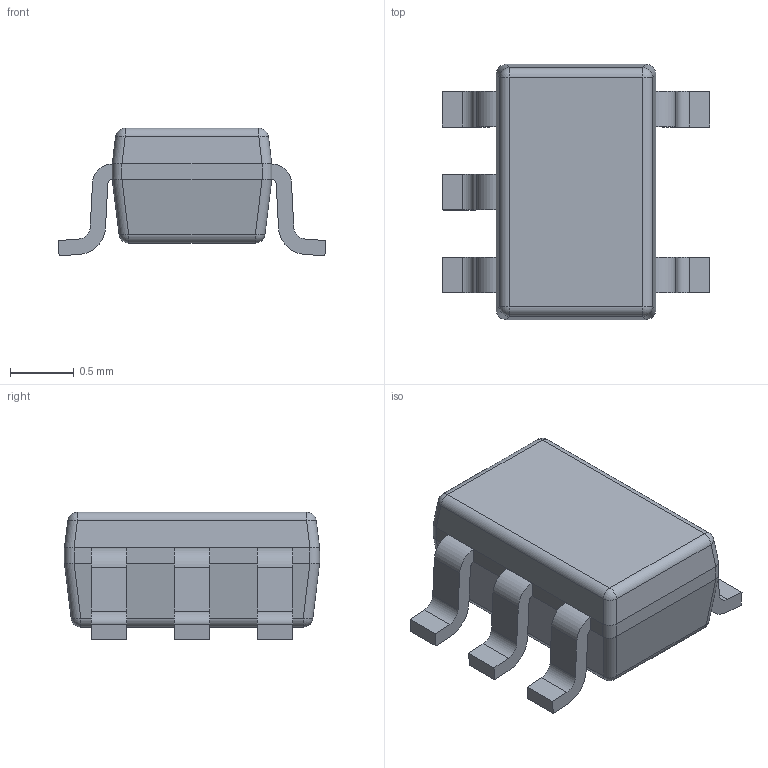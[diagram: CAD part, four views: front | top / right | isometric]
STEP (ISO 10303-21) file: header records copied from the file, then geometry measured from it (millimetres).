
FILE_DESCRIPTION((''),'2;1');
FILE_NAME('DCK0005A_ASM','2016-12-15T',('a0412025'),(''),'CREO PARAMETRIC BY PTC INC, 2016050','CREO PARAMETRIC BY PTC INC, 2016050','');
FILE_SCHEMA(('AUTOMOTIVE_DESIGN { 1 0 10303 214 1 1 1 1 }'));
Length unit declared in the file: millimetre
Products named in the file (4): BODY-SOT; LEAD-SOT; PIN1-ID; DCK0005A_ASM
Assembly tree (7 placements, depth 2):
  DCK0005A_ASM
    BODY-SOT
    LEAD-SOT  x5
    PIN1-ID
Bounding box: 2.1 x 2 x 1 mm (x, y, z)
Volume: 2.3 mm3; surface area: 13.6 mm2
Topology: 6 solids, 6 shells, 102 faces, 246 edges, 156 vertices
Faces by surface type: plane 54, cylinder 40, sphere 8
Entity records: 2477 total; most frequent: CARTESIAN_POINT 398, DIRECTION 264, ORIENTED_EDGE 252, PRESENTATION_STYLE_ASSIGNMENT 128, STYLED_ITEM 128, CURVE_STYLE 126, EDGE_CURVE 126, AXIS2_PLACEMENT_3D 97
